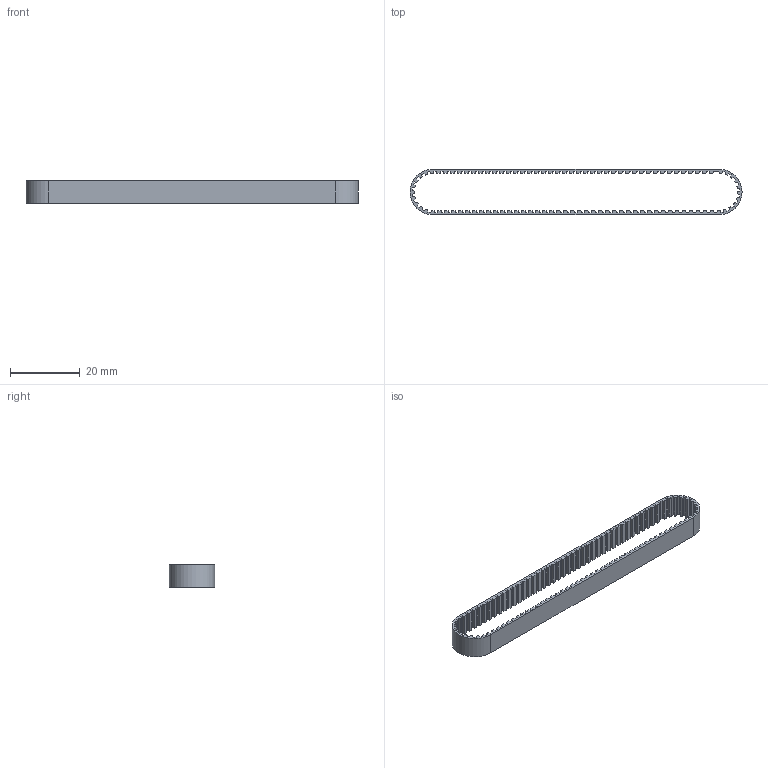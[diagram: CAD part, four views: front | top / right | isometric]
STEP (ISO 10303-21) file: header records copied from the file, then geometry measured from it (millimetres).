
FILE_DESCRIPTION (( 'STEP AP214' ), '1' );
FILE_NAME ('1085-Z1P-A.STEP', '2013-05-15T14:46:37', ( '3DAssist' ), ( '' ), 'SwSTEP 2.0', 'SolidWorks 2013', '' );
FILE_SCHEMA (( 'AUTOMOTIVE_DESIGN' ));
Length unit declared in the file: millimetre
Products named in the file (1): 1085-Z1P-A
Bounding box: 95 x 13 x 6.4 mm (x, y, z)
Volume: 1187.5 mm3; surface area: 3614.7 mm2
Topology: 1 solids, 1 shells, 420 faces, 1254 edges, 836 vertices
Faces by surface type: plane 396, cylinder 24
Entity records: 13905 total; most frequent: CARTESIAN_POINT 2514, ORIENTED_EDGE 2508, DIRECTION 2143, EDGE_CURVE 1254, VECTOR 1205, LINE 1205, VERTEX_POINT 836, AXIS2_PLACEMENT_3D 469
